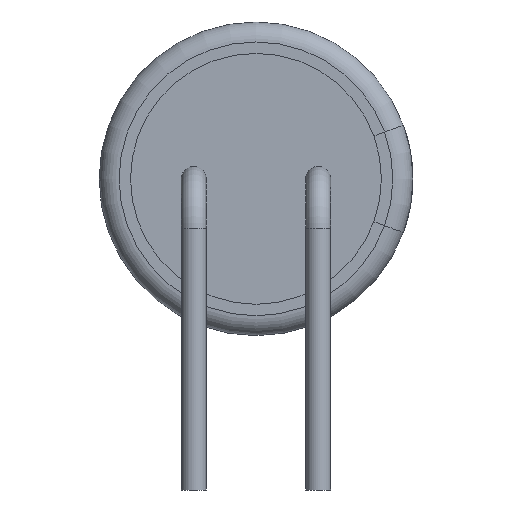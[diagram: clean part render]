
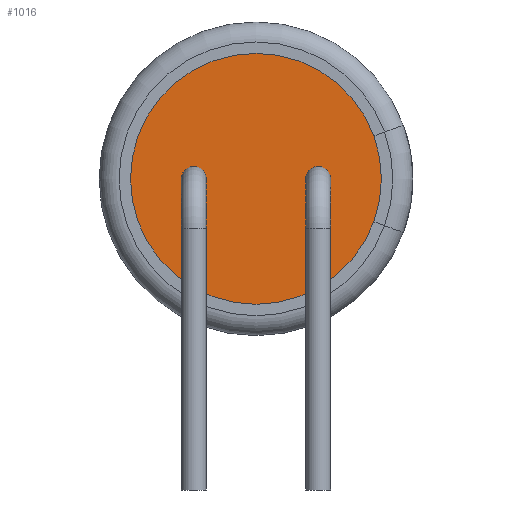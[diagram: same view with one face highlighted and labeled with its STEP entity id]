
A CAD part, front view. The second image highlights one B-rep face of the part: STEP entity #1016.
In plain terms, the highlighted planar face has unit normal (0, -1, 0).
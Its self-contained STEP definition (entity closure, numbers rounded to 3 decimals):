
#1016=ADVANCED_FACE('',(#1914,#1916,#1918),#1920,.T.);
#1914=FACE_BOUND('',#1915,.T.);
#1915=EDGE_LOOP('',(#2636));
#1916=FACE_BOUND('',#1917,.T.);
#1917=EDGE_LOOP('',(#2637));
#1918=FACE_BOUND('',#1919,.T.);
#1919=EDGE_LOOP('',(#2638));
#1920=PLANE('',#1921);
#1921=AXIS2_PLACEMENT_3D('',#1922,#1923,#1924);
#1922=CARTESIAN_POINT('',(0.,2.1,0.));
#1923=DIRECTION('',(0.,-1.,0.));
#1924=DIRECTION('',(-1.,0.,0.));
#2636=ORIENTED_EDGE('',*,*,#2967,.T.);
#2637=ORIENTED_EDGE('',*,*,#3006,.F.);
#2638=ORIENTED_EDGE('',*,*,#3007,.F.);
#2967=EDGE_CURVE('',#3487,#3487,#3488,.T.);
#3006=EDGE_CURVE('',#3547,#3547,#3548,.F.);
#3007=EDGE_CURVE('',#3549,#3549,#3550,.T.);
#3487=VERTEX_POINT('',#5156);
#3488=CIRCLE('',#5157,2.52);
#3547=VERTEX_POINT('',#5342);
#3548=CIRCLE('',#5343,0.25);
#3549=VERTEX_POINT('',#5347);
#3550=CIRCLE('',#5348,0.25);
#5156=CARTESIAN_POINT('',(-2.52,2.1,3.25));
#5157=AXIS2_PLACEMENT_3D('',#5158,#5159,#5160);
#5158=CARTESIAN_POINT('',(0.,2.1,3.25));
#5159=DIRECTION('',(0.,-1.,0.));
#5160=DIRECTION('',(-1.,0.,0.));
#5342=CARTESIAN_POINT('',(1.5,2.1,3.25));
#5343=AXIS2_PLACEMENT_3D('',#5344,#5345,#5346);
#5344=CARTESIAN_POINT('',(1.25,2.1,3.25));
#5345=DIRECTION('',(-0.,1.,-0.));
#5346=DIRECTION('',(1.,0.,0.));
#5347=CARTESIAN_POINT('',(-1.5,2.1,3.25));
#5348=AXIS2_PLACEMENT_3D('',#5349,#5350,#5351);
#5349=CARTESIAN_POINT('',(-1.25,2.1,3.25));
#5350=DIRECTION('',(0.,-1.,0.));
#5351=DIRECTION('',(-1.,0.,0.));
